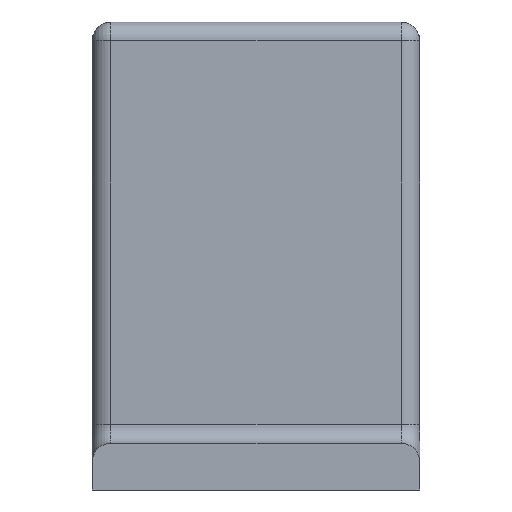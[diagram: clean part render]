
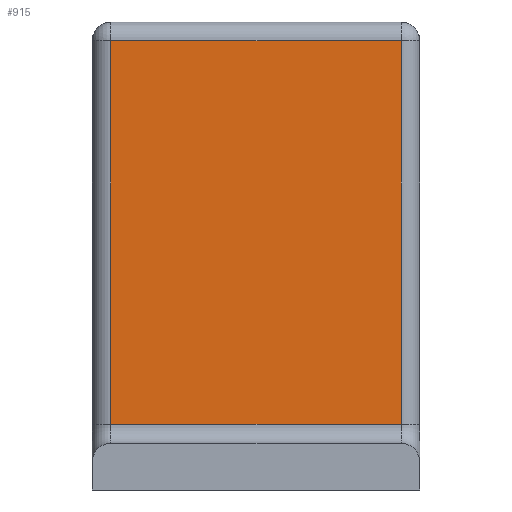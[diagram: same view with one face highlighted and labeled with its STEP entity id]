
A CAD part, left-side view. The second image highlights one B-rep face of the part: STEP entity #915.
In plain terms, the highlighted planar face has unit normal (-1, 0, 0).
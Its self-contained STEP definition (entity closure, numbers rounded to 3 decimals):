
#24 = CARTESIAN_POINT ( 'NONE',  ( -5., 1.55, 0.7 ) ) ;
#28 = DIRECTION ( 'NONE',  ( 0., 0., -1. ) ) ;
#90 = CARTESIAN_POINT ( 'NONE',  ( -5., 1.55, 4.8 ) ) ;
#119 = FACE_OUTER_BOUND ( 'NONE', #549, .T. ) ;
#147 = EDGE_CURVE ( 'NONE', #740, #759, #1080, .T. ) ;
#199 = AXIS2_PLACEMENT_3D ( 'NONE', #1086, #499, #1172 ) ;
#271 = EDGE_CURVE ( 'NONE', #759, #648, #824, .T. ) ;
#333 = DIRECTION ( 'NONE',  ( 0., 1., 0. ) ) ;
#457 = CARTESIAN_POINT ( 'NONE',  ( -5., -1.55, 0.7 ) ) ;
#499 = DIRECTION ( 'NONE',  ( 1., 0., 0. ) ) ;
#524 = ORIENTED_EDGE ( 'NONE', *, *, #1225, .T. ) ;
#549 = EDGE_LOOP ( 'NONE', ( #524, #1199, #805, #972 ) ) ;
#584 = VECTOR ( 'NONE', #28, 1000. ) ;
#588 = LINE ( 'NONE', #896, #1116 ) ;
#648 = VERTEX_POINT ( 'NONE', #24 ) ;
#663 = LINE ( 'NONE', #1193, #879 ) ;
#703 = DIRECTION ( 'NONE',  ( 0., 0., 1. ) ) ;
#721 = CARTESIAN_POINT ( 'NONE',  ( -5., -1.55, 4.8 ) ) ;
#740 = VERTEX_POINT ( 'NONE', #721 ) ;
#759 = VERTEX_POINT ( 'NONE', #90 ) ;
#805 = ORIENTED_EDGE ( 'NONE', *, *, #271, .T. ) ;
#824 = LINE ( 'NONE', #874, #584 ) ;
#874 = CARTESIAN_POINT ( 'NONE',  ( -5., 1.55, 5. ) ) ;
#879 = VECTOR ( 'NONE', #1010, 1000. ) ;
#896 = CARTESIAN_POINT ( 'NONE',  ( -5., -1.55, 5. ) ) ;
#915 = ADVANCED_FACE ( 'NONE', ( #119 ), #973, .F. ) ;
#972 = ORIENTED_EDGE ( 'NONE', *, *, #1158, .T. ) ;
#973 = PLANE ( 'NONE',  #199 ) ;
#1010 = DIRECTION ( 'NONE',  ( 0., -1., 0. ) ) ;
#1057 = VECTOR ( 'NONE', #333, 1000. ) ;
#1073 = VERTEX_POINT ( 'NONE', #457 ) ;
#1080 = LINE ( 'NONE', #1185, #1057 ) ;
#1086 = CARTESIAN_POINT ( 'NONE',  ( -5., 1.75, 5. ) ) ;
#1116 = VECTOR ( 'NONE', #703, 1000. ) ;
#1158 = EDGE_CURVE ( 'NONE', #648, #1073, #663, .T. ) ;
#1172 = DIRECTION ( 'NONE',  ( 0., 0., -1. ) ) ;
#1185 = CARTESIAN_POINT ( 'NONE',  ( -5., 1.75, 4.8 ) ) ;
#1193 = CARTESIAN_POINT ( 'NONE',  ( -5., -1.75, 0.7 ) ) ;
#1199 = ORIENTED_EDGE ( 'NONE', *, *, #147, .T. ) ;
#1225 = EDGE_CURVE ( 'NONE', #1073, #740, #588, .T. ) ;
